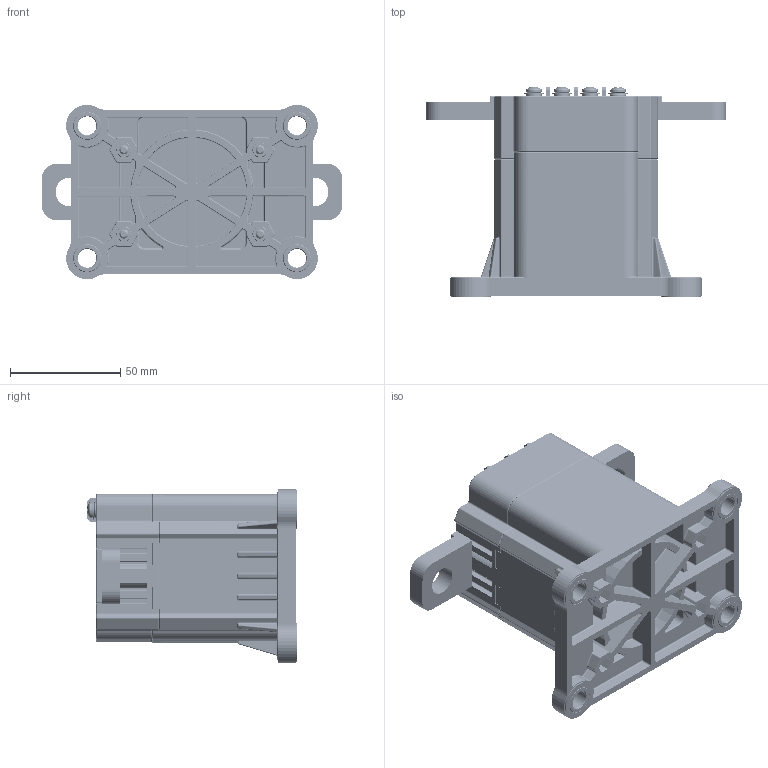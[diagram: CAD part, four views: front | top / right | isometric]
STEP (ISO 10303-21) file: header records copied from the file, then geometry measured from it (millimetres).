
FILE_DESCRIPTION (( 'STEP AP214' ), '1' );
FILE_NAME ('MX46_step_110613.STEP', '2015-02-04T23:28:37', ( 'User' ), ( '' ), 'SwSTEP 2.0', 'SolidWorks 2014', '' );
FILE_SCHEMA (( 'AUTOMOTIVE_DESIGN' ));
Length unit declared in the file: inch
Products named in the file (1): MX46_step_110613
Bounding box: 135.89 x 95.2 x 78.99 mm (x, y, z)
Volume: 202384.1 mm3; surface area: 151271.3 mm2
Topology: 33 solids, 33 shells, 4915 faces, 12629 edges, 7669 vertices
Faces by surface type: cylinder 1758, plane 1521, torus 490, cone 482, bspline 441, sphere 223
Entity records: 238412 total; most frequent: CARTESIAN_POINT 59464, ORIENTED_EDGE 24798, DIRECTION 23636, EDGE_CURVE 12399, AXIS2_PLACEMENT_3D 8838, VERTEX_POINT 7669, LINE 5960, VECTOR 5960
